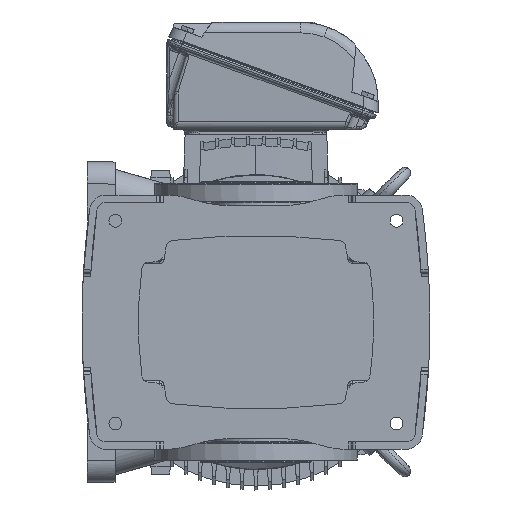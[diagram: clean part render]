
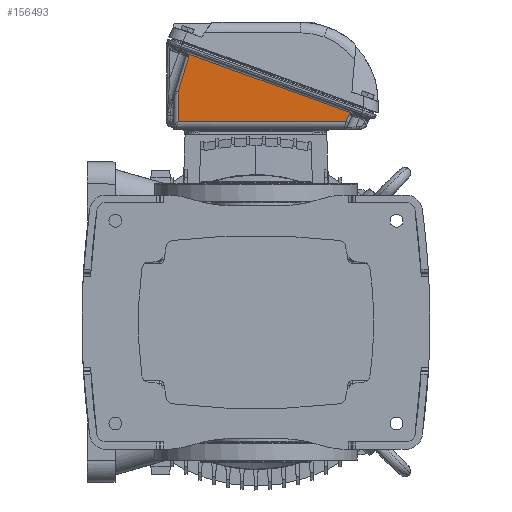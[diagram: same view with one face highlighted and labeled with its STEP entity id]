
A CAD part, front view. The second image highlights one B-rep face of the part: STEP entity #156493.
In plain terms, the highlighted face is planar.
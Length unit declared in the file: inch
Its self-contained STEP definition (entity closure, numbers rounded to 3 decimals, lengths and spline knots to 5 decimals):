
#7522 = CARTESIAN_POINT ( 'NONE',  ( -11.1061, 5.00732, 4.99773 ) ) ;
#7616 = ORIENTED_EDGE ( 'NONE', *, *, #145155, .T. ) ;
#9102 = CARTESIAN_POINT ( 'NONE',  ( -14.24225, -3.58947, 4.99797 ) ) ;
#9368 = CARTESIAN_POINT ( 'NONE',  ( -11.15929, 5.07767, 5.00032 ) ) ;
#9658 = ORIENTED_EDGE ( 'NONE', *, *, #125160, .T. ) ;
#10956 = CARTESIAN_POINT ( 'NONE',  ( -14.26858, -3.59882, 4.99872 ) ) ;
#11222 = CARTESIAN_POINT ( 'NONE',  ( -11.09517, 4.99615, 4.99724 ) ) ;
#22526 = CARTESIAN_POINT ( 'NONE',  ( -14.25124, -3.59248, 4.99822 ) ) ;
#25573 = CARTESIAN_POINT ( 'NONE',  ( -10.69446, 4.8126, 4.9819 ) ) ;
#28103 = VERTEX_POINT ( 'NONE', #40426 ) ;
#28296 = AXIS2_PLACEMENT_3D ( 'NONE', #57224, #71575, #173904 ) ;
#30051 = CARTESIAN_POINT ( 'NONE',  ( -10.71241, 6.30546, 5.00032 ) ) ;
#32750 = CARTESIAN_POINT ( 'NONE',  ( -14.32816, -3.62873, 5.00032 ) ) ;
#33385 = VERTEX_POINT ( 'NONE', #185045 ) ;
#33860 = LINE ( 'NONE', #30051, #122778 ) ;
#37119 = CARTESIAN_POINT ( 'NONE',  ( -14.1805, -3.57239, 4.99614 ) ) ;
#37792 = CARTESIAN_POINT ( 'NONE',  ( -14.21988, -3.58278, 4.99731 ) ) ;
#38513 = ORIENTED_EDGE ( 'NONE', *, *, #126501, .T. ) ;
#38727 = CARTESIAN_POINT ( 'NONE',  ( -14.27989, -3.60333, 4.99904 ) ) ;
#38866 = ORIENTED_EDGE ( 'NONE', *, *, #189016, .T. ) ;
#38888 = B_SPLINE_CURVE_WITH_KNOTS ( 'NONE', 3,
 ( #48667, #183460, #97324, #157612, #51494, #154811, #124186, #127905, #11222, #142279, #113545, #7522, #82996, #141349, #184382, #54299, #109822, #126046, #95475, #140413, #9368 ),
 .UNSPECIFIED., .F., .F.,
 ( 4, 1, 1, 1, 1, 1, 2, 2, 1, 1, 1, 1, 2, 2, 4 ),
 ( 0., 0.125, 0.1875, 0.21875, 0.23437, 0.24219, 0.24609, 0.25, 0.375, 0.4375, 0.46875, 0.48437, 0.49219, 0.5, 1. ),
 .UNSPECIFIED. ) ;
#40426 = CARTESIAN_POINT ( 'NONE',  ( -11.07052, 4.97222, 4.99614 ) ) ;
#41454 = VECTOR ( 'NONE', #179470, 39.37008 ) ;
#41918 = FACE_OUTER_BOUND ( 'NONE', #93845, .T. ) ;
#42747 = EDGE_CURVE ( 'NONE', #33385, #112571, #164228, .T. ) ;
#48667 = CARTESIAN_POINT ( 'NONE',  ( -11.07052, 4.97222, 4.99614 ) ) ;
#51494 = CARTESIAN_POINT ( 'NONE',  ( -11.09242, 4.9934, 4.99712 ) ) ;
#52172 = CARTESIAN_POINT ( 'NONE',  ( -14.19634, -3.57638, 4.99662 ) ) ;
#53106 = CARTESIAN_POINT ( 'NONE',  ( -14.30141, -3.61293, 4.99963 ) ) ;
#54035 = CARTESIAN_POINT ( 'NONE',  ( -14.1805, -3.57239, 4.99614 ) ) ;
#54299 = CARTESIAN_POINT ( 'NONE',  ( -11.11818, 5.02061, 4.99829 ) ) ;
#56574 = ORIENTED_EDGE ( 'NONE', *, *, #42747, .T. ) ;
#57224 = CARTESIAN_POINT ( 'NONE',  ( -15.19685, -4.39372, 5.01969 ) ) ;
#58912 = VERTEX_POINT ( 'NONE', #37119 ) ;
#61605 = VERTEX_POINT ( 'NONE', #32750 ) ;
#66521 = CARTESIAN_POINT ( 'NONE',  ( -14.22204, -3.5834, 4.99738 ) ) ;
#71575 = DIRECTION ( 'NONE',  ( 0.033, -0.012, 0.999 ) ) ;
#74864 = ORIENTED_EDGE ( 'NONE', *, *, #160162, .T. ) ;
#79923 = CARTESIAN_POINT ( 'NONE',  ( -14.25986, -3.59556, 4.99847 ) ) ;
#82996 = CARTESIAN_POINT ( 'NONE',  ( -11.11279, 5.01457, 4.99804 ) ) ;
#83571 = CARTESIAN_POINT ( 'NONE',  ( -12.28292, -4.15254, 4.92695 ) ) ;
#85078 = DIRECTION ( 'NONE',  ( 0.956, -0.292, -0.035 ) ) ;
#93845 = EDGE_LOOP ( 'NONE', ( #38513, #74864, #38866, #9658, #132011, #7616, #56574 ) ) ;
#94788 = B_SPLINE_CURVE_WITH_KNOTS ( 'NONE', 3,
 ( #170722, #125779, #53106, #38727, #10956, #97062, #79923, #184115, #138304, #124847, #22526, #9102, #112341, #169806, #66521, #185039, #37792, #141080, #142011, #168889, #52172, #54035 ),
 .UNSPECIFIED., .F., .F.,
 ( 4, 1, 1, 1, 1, 1, 2, 2, 1, 1, 1, 1, 1, 2, 2, 4 ),
 ( 0., 0.25, 0.375, 0.4375, 0.46875, 0.48438, 0.49219, 0.5, 0.625, 0.6875, 0.71875, 0.73438, 0.74219, 0.74609, 0.75, 1. ),
 .UNSPECIFIED. ) ;
#95475 = CARTESIAN_POINT ( 'NONE',  ( -11.13531, 5.0402, 4.99908 ) ) ;
#97062 = CARTESIAN_POINT ( 'NONE',  ( -14.26279, -3.59663, 4.99855 ) ) ;
#97324 = CARTESIAN_POINT ( 'NONE',  ( -11.0824, 4.98356, 4.99667 ) ) ;
#108425 = VERTEX_POINT ( 'NONE', #83571 ) ;
#109822 = CARTESIAN_POINT ( 'NONE',  ( -11.11862, 5.02111, 4.99831 ) ) ;
#112341 = CARTESIAN_POINT ( 'NONE',  ( -14.23091, -3.58599, 4.99764 ) ) ;
#112571 = VERTEX_POINT ( 'NONE', #166255 ) ;
#113545 = CARTESIAN_POINT ( 'NONE',  ( -11.09981, 5.00082, 4.99745 ) ) ;
#119351 = VECTOR ( 'NONE', #85078, 39.37008 ) ;
#122778 = VECTOR ( 'NONE', #178277, 39.37008 ) ;
#123966 = CARTESIAN_POINT ( 'NONE',  ( -10.69446, -4.15254, 4.87482 ) ) ;
#124186 = CARTESIAN_POINT ( 'NONE',  ( -11.09465, 4.99564, 4.99722 ) ) ;
#124337 = VECTOR ( 'NONE', #126979, 39.37008 ) ;
#124847 = CARTESIAN_POINT ( 'NONE',  ( -14.25726, -3.59462, 4.9984 ) ) ;
#125160 = EDGE_CURVE ( 'NONE', #61605, #58912, #94788, .T. ) ;
#125779 = CARTESIAN_POINT ( 'NONE',  ( -14.31796, -3.62215, 5.00006 ) ) ;
#126046 = CARTESIAN_POINT ( 'NONE',  ( -11.1188, 5.02131, 4.99831 ) ) ;
#126501 = EDGE_CURVE ( 'NONE', #112571, #28103, #187196, .T. ) ;
#126979 = DIRECTION ( 'NONE',  ( -0.92, 0.39, 0.035 ) ) ;
#127398 = VECTOR ( 'NONE', #165402, 39.37008 ) ;
#127905 = CARTESIAN_POINT ( 'NONE',  ( -11.09496, 4.99595, 4.99723 ) ) ;
#129505 = CARTESIAN_POINT ( 'NONE',  ( -11.15929, 5.07767, 5.00032 ) ) ;
#132011 = ORIENTED_EDGE ( 'NONE', *, *, #186902, .T. ) ;
#134790 = LINE ( 'NONE', #138579, #127398 ) ;
#138304 = CARTESIAN_POINT ( 'NONE',  ( -14.25775, -3.5948, 4.99841 ) ) ;
#138579 = CARTESIAN_POINT ( 'NONE',  ( -15.19676, -4.15254, 5.02256 ) ) ;
#140413 = CARTESIAN_POINT ( 'NONE',  ( -11.14872, 5.05889, 4.99974 ) ) ;
#141080 = CARTESIAN_POINT ( 'NONE',  ( -14.21945, -3.58266, 4.9973 ) ) ;
#141349 = CARTESIAN_POINT ( 'NONE',  ( -11.11597, 5.01812, 4.99818 ) ) ;
#142011 = CARTESIAN_POINT ( 'NONE',  ( -14.21916, -3.58258, 4.99729 ) ) ;
#142279 = CARTESIAN_POINT ( 'NONE',  ( -11.09524, 4.99622, 4.99724 ) ) ;
#144391 = CARTESIAN_POINT ( 'NONE',  ( -14.1805, -3.57239, 4.99614 ) ) ;
#145155 = EDGE_CURVE ( 'NONE', #108425, #33385, #134790, .T. ) ;
#154811 = CARTESIAN_POINT ( 'NONE',  ( -11.09392, 4.9949, 4.99718 ) ) ;
#156493 = ADVANCED_FACE ( 'NONE', ( #41918 ), #160543, .T. ) ;
#157612 = CARTESIAN_POINT ( 'NONE',  ( -11.08927, 4.99028, 4.99697 ) ) ;
#157842 = LINE ( 'NONE', #144391, #119351 ) ;
#160162 = EDGE_CURVE ( 'NONE', #28103, #183999, #38888, .T. ) ;
#160543 = PLANE ( 'NONE',  #28296 ) ;
#164228 = LINE ( 'NONE', #123966, #41454 ) ;
#165402 = DIRECTION ( 'NONE',  ( 0.999, 0., -0.033 ) ) ;
#166255 = CARTESIAN_POINT ( 'NONE',  ( -10.69446, 4.8126, 4.9819 ) ) ;
#168889 = CARTESIAN_POINT ( 'NONE',  ( -14.20918, -3.57976, 4.997 ) ) ;
#169806 = CARTESIAN_POINT ( 'NONE',  ( -14.22503, -3.58426, 4.99746 ) ) ;
#170722 = CARTESIAN_POINT ( 'NONE',  ( -14.32816, -3.62873, 5.00032 ) ) ;
#173904 = DIRECTION ( 'NONE',  ( 0.999, 0., -0.033 ) ) ;
#178277 = DIRECTION ( 'NONE',  ( -0.342, -0.94, 0. ) ) ;
#179470 = DIRECTION ( 'NONE',  ( 0., 1., 0.012 ) ) ;
#183460 = CARTESIAN_POINT ( 'NONE',  ( -11.07553, 4.97698, 4.99636 ) ) ;
#183999 = VERTEX_POINT ( 'NONE', #129505 ) ;
#184115 = CARTESIAN_POINT ( 'NONE',  ( -14.2586, -3.5951, 4.99843 ) ) ;
#184382 = CARTESIAN_POINT ( 'NONE',  ( -11.11753, 5.01987, 4.99826 ) ) ;
#185039 = CARTESIAN_POINT ( 'NONE',  ( -14.22053, -3.58297, 4.99733 ) ) ;
#185045 = CARTESIAN_POINT ( 'NONE',  ( -10.69446, -4.15254, 4.87482 ) ) ;
#186902 = EDGE_CURVE ( 'NONE', #58912, #108425, #157842, .T. ) ;
#187196 = LINE ( 'NONE', #25573, #124337 ) ;
#189016 = EDGE_CURVE ( 'NONE', #183999, #61605, #33860, .T. ) ;
